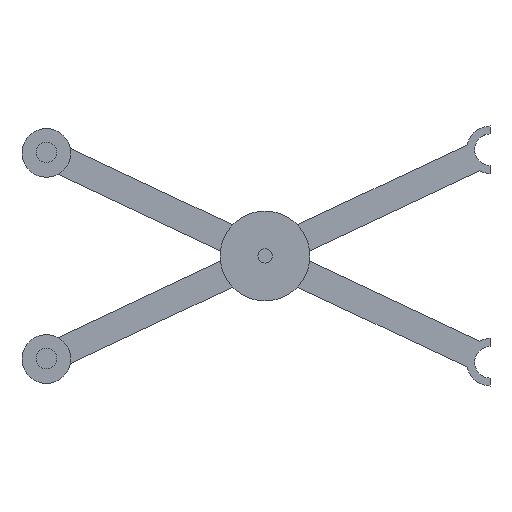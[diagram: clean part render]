
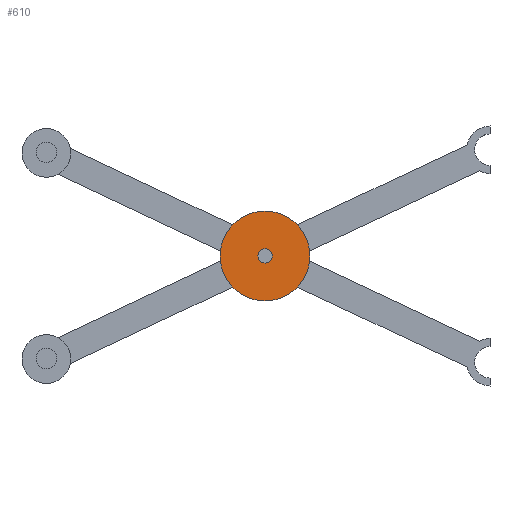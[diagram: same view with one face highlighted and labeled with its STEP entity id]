
A CAD part, top view. The second image highlights one B-rep face of the part: STEP entity #610.
In plain terms, the highlighted planar face has unit normal (0, 0, 1).
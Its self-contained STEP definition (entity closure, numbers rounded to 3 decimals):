
#51=FACE_BOUND('',#123,.T.);
#59=PLANE('',#677);
#85=FACE_OUTER_BOUND('',#122,.T.);
#122=EDGE_LOOP('',(#439));
#123=EDGE_LOOP('',(#440));
#225=CIRCLE('',#655,2.);
#238=CIRCLE('',#678,14.175);
#261=VERTEX_POINT('',#934);
#278=VERTEX_POINT('',#981);
#322=EDGE_CURVE('',#261,#261,#225,.T.);
#341=EDGE_CURVE('',#278,#278,#238,.T.);
#439=ORIENTED_EDGE('',*,*,#341,.F.);
#440=ORIENTED_EDGE('',*,*,#322,.T.);
#610=ADVANCED_FACE('',(#85,#51),#59,.T.);
#655=AXIS2_PLACEMENT_3D('',#936,#743,#744);
#677=AXIS2_PLACEMENT_3D('',#980,#793,#794);
#678=AXIS2_PLACEMENT_3D('',#982,#795,#796);
#743=DIRECTION('center_axis',(0.,0.,-1.));
#744=DIRECTION('ref_axis',(-1.,0.,0.));
#793=DIRECTION('center_axis',(0.,0.,1.));
#794=DIRECTION('ref_axis',(-1.,0.,0.));
#795=DIRECTION('center_axis',(0.,0.,-1.));
#796=DIRECTION('ref_axis',(-1.,0.,0.));
#934=CARTESIAN_POINT('',(85.952,67.319,-3.));
#936=CARTESIAN_POINT('Origin',(83.952,67.319,-3.));
#980=CARTESIAN_POINT('Origin',(83.952,67.319,-3.));
#981=CARTESIAN_POINT('',(98.127,67.319,-3.));
#982=CARTESIAN_POINT('Origin',(83.952,67.319,-3.));
